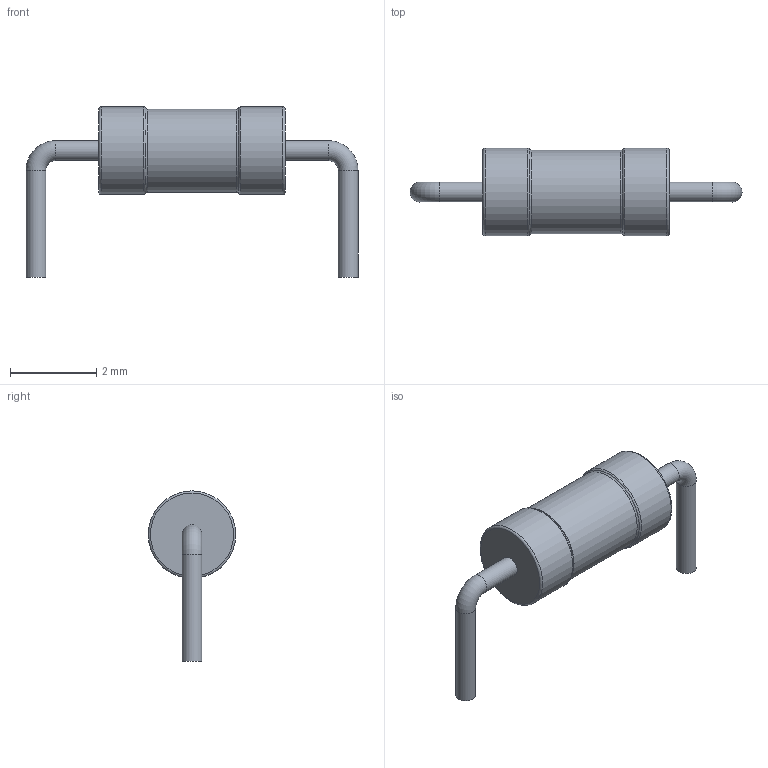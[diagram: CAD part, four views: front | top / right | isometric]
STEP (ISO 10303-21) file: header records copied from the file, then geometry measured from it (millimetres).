
FILE_DESCRIPTION(/* description */ (''),/* implementation_level */ '2;1');
FILE_NAME(/* name */ 'axial_resistor_1578406521557.stp',/* time_stamp */ '2020-01-07T14:15:23+00:00',/* author */ (''),/* organization */ (''),/* preprocessor_version */ 'ST-DEVELOPER v18',/* originating_system */ 'ASM',/* authorisation */ '');
FILE_SCHEMA (('AUTOMOTIVE_DESIGN { 1 0 10303 214 3 1 1 }'));
Length unit declared in the file: millimetre
Products named in the file (1): axial_resistor_1578406521557
Bounding box: 7.7 x 2.03 x 3.95 mm (x, y, z)
Volume: 14.7 mm3; surface area: 45.4 mm2
Topology: 1 solids, 1 shells, 19 faces, 54 edges, 39 vertices
Faces by surface type: torus 8, cylinder 7, plane 4
Full cylindrical faces by diameter (mm): 0.46 x4, 1.929 x1, 2.03 x2
Entity records: 718 total; most frequent: DIRECTION 141, CARTESIAN_POINT 113, ORIENTED_EDGE 108, AXIS2_PLACEMENT_3D 67, EDGE_CURVE 54, CIRCLE 47, VERTEX_POINT 39, EDGE_LOOP 21
